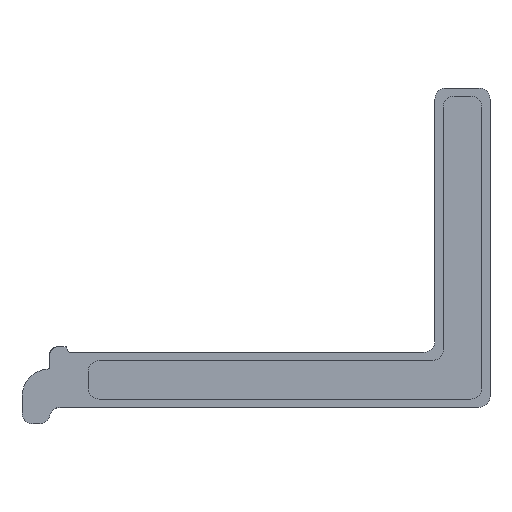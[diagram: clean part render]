
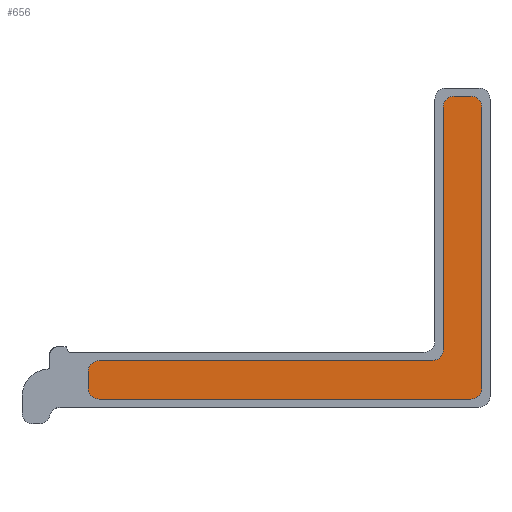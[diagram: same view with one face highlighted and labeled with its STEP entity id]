
A CAD part, top view. The second image highlights one B-rep face of the part: STEP entity #656.
In plain terms, the highlighted planar face has unit normal (0, 0, 1).
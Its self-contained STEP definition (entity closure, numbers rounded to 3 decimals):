
#16=PLANE('',#717);
#38=FACE_OUTER_BOUND('',#74,.T.);
#74=EDGE_LOOP('',(#446,#447,#448,#449,#450,#451,#452,#453,#454,#455,#456,
#457));
#112=LINE('',#997,#180);
#113=LINE('',#1001,#181);
#114=LINE('',#1005,#182);
#115=LINE('',#1009,#183);
#116=LINE('',#1013,#184);
#117=LINE('',#1016,#185);
#180=VECTOR('',#793,10.);
#181=VECTOR('',#796,10.);
#182=VECTOR('',#799,10.);
#183=VECTOR('',#802,10.);
#184=VECTOR('',#805,10.);
#185=VECTOR('',#808,10.);
#246=CIRCLE('',#715,2.);
#248=CIRCLE('',#718,2.);
#249=CIRCLE('',#719,2.);
#250=CIRCLE('',#720,2.);
#251=CIRCLE('',#721,2.);
#252=CIRCLE('',#722,2.);
#277=VERTEX_POINT('',#987);
#278=VERTEX_POINT('',#988);
#281=VERTEX_POINT('',#996);
#282=VERTEX_POINT('',#998);
#283=VERTEX_POINT('',#1000);
#284=VERTEX_POINT('',#1002);
#285=VERTEX_POINT('',#1004);
#286=VERTEX_POINT('',#1006);
#287=VERTEX_POINT('',#1008);
#288=VERTEX_POINT('',#1010);
#289=VERTEX_POINT('',#1012);
#290=VERTEX_POINT('',#1014);
#343=EDGE_CURVE('',#277,#278,#246,.T.);
#347=EDGE_CURVE('',#278,#281,#112,.T.);
#348=EDGE_CURVE('',#281,#282,#248,.T.);
#349=EDGE_CURVE('',#283,#282,#113,.T.);
#350=EDGE_CURVE('',#283,#284,#249,.T.);
#351=EDGE_CURVE('',#285,#284,#114,.T.);
#352=EDGE_CURVE('',#285,#286,#250,.T.);
#353=EDGE_CURVE('',#287,#286,#115,.T.);
#354=EDGE_CURVE('',#287,#288,#251,.T.);
#355=EDGE_CURVE('',#289,#288,#116,.T.);
#356=EDGE_CURVE('',#290,#289,#252,.F.);
#357=EDGE_CURVE('',#277,#290,#117,.T.);
#446=ORIENTED_EDGE('',*,*,#343,.T.);
#447=ORIENTED_EDGE('',*,*,#347,.T.);
#448=ORIENTED_EDGE('',*,*,#348,.T.);
#449=ORIENTED_EDGE('',*,*,#349,.F.);
#450=ORIENTED_EDGE('',*,*,#350,.T.);
#451=ORIENTED_EDGE('',*,*,#351,.F.);
#452=ORIENTED_EDGE('',*,*,#352,.T.);
#453=ORIENTED_EDGE('',*,*,#353,.F.);
#454=ORIENTED_EDGE('',*,*,#354,.T.);
#455=ORIENTED_EDGE('',*,*,#355,.F.);
#456=ORIENTED_EDGE('',*,*,#356,.F.);
#457=ORIENTED_EDGE('',*,*,#357,.F.);
#656=ADVANCED_FACE('',(#38),#16,.F.);
#715=AXIS2_PLACEMENT_3D('',#989,#785,#786);
#717=AXIS2_PLACEMENT_3D('',#995,#791,#792);
#718=AXIS2_PLACEMENT_3D('',#999,#794,#795);
#719=AXIS2_PLACEMENT_3D('',#1003,#797,#798);
#720=AXIS2_PLACEMENT_3D('',#1007,#800,#801);
#721=AXIS2_PLACEMENT_3D('',#1011,#803,#804);
#722=AXIS2_PLACEMENT_3D('',#1015,#806,#807);
#785=DIRECTION('center_axis',(0.,0.,1.));
#786=DIRECTION('ref_axis',(-0.707,0.707,0.));
#791=DIRECTION('center_axis',(0.,0.,-1.));
#792=DIRECTION('ref_axis',(-1.,0.,0.));
#793=DIRECTION('',(0.,-1.,0.));
#794=DIRECTION('center_axis',(0.,0.,1.));
#795=DIRECTION('ref_axis',(-0.707,-0.707,0.));
#796=DIRECTION('',(-1.,0.,0.));
#797=DIRECTION('center_axis',(0.,0.,1.));
#798=DIRECTION('ref_axis',(0.707,-0.707,0.));
#799=DIRECTION('',(0.,-1.,0.));
#800=DIRECTION('center_axis',(0.,0.,1.));
#801=DIRECTION('ref_axis',(0.707,0.707,0.));
#802=DIRECTION('',(1.,0.,0.));
#803=DIRECTION('center_axis',(0.,0.,1.));
#804=DIRECTION('ref_axis',(-0.707,0.707,0.));
#805=DIRECTION('',(0.,1.,0.));
#806=DIRECTION('center_axis',(0.,0.,-1.));
#807=DIRECTION('ref_axis',(0.707,-0.707,0.));
#808=DIRECTION('',(1.,0.,0.));
#987=CARTESIAN_POINT('',(2.,8.5,0.));
#988=CARTESIAN_POINT('',(0.,6.5,0.));
#989=CARTESIAN_POINT('Origin',(2.,6.5,0.));
#995=CARTESIAN_POINT('Origin',(36.5,5.,0.));
#996=CARTESIAN_POINT('',(0.,3.5,0.));
#997=CARTESIAN_POINT('',(0.,2.5,0.));
#998=CARTESIAN_POINT('',(2.,1.5,0.));
#999=CARTESIAN_POINT('Origin',(2.,3.5,0.));
#1000=CARTESIAN_POINT('',(69.5,1.5,0.));
#1001=CARTESIAN_POINT('',(18.25,1.5,0.));
#1002=CARTESIAN_POINT('',(71.5,3.5,0.));
#1003=CARTESIAN_POINT('Origin',(69.5,3.5,0.));
#1004=CARTESIAN_POINT('',(71.5,54.5,0.));
#1005=CARTESIAN_POINT('',(71.5,2.5,0.));
#1006=CARTESIAN_POINT('',(69.5,56.5,0.));
#1007=CARTESIAN_POINT('Origin',(69.5,54.5,0.));
#1008=CARTESIAN_POINT('',(66.5,56.5,0.));
#1009=CARTESIAN_POINT('',(54.75,56.5,0.));
#1010=CARTESIAN_POINT('',(64.5,54.5,0.));
#1011=CARTESIAN_POINT('Origin',(66.5,54.5,0.));
#1012=CARTESIAN_POINT('',(64.5,10.5,0.));
#1013=CARTESIAN_POINT('',(64.5,31.5,0.));
#1014=CARTESIAN_POINT('',(62.5,8.5,0.));
#1015=CARTESIAN_POINT('Origin',(62.5,10.5,0.));
#1016=CARTESIAN_POINT('',(49.75,8.5,0.));
